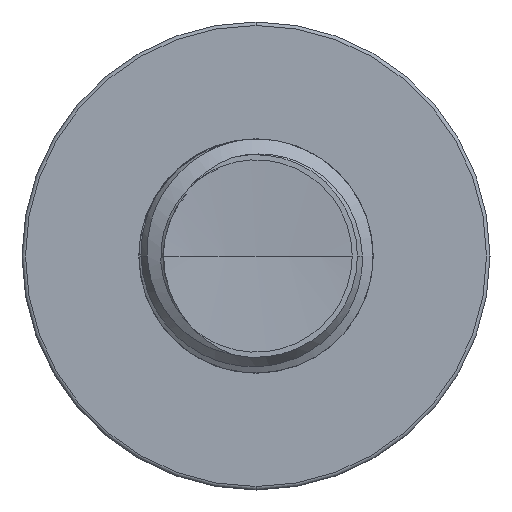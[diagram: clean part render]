
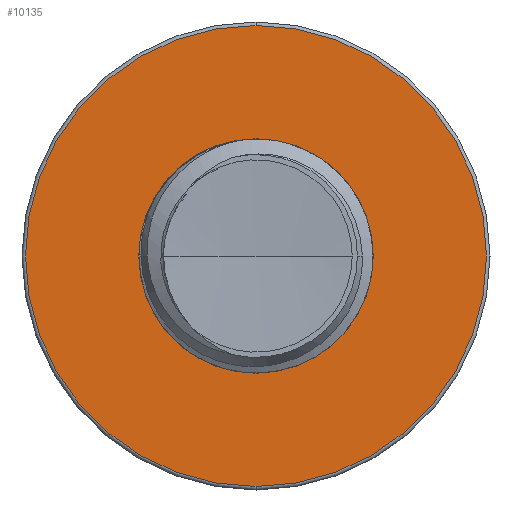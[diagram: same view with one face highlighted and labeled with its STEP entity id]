
A CAD part, front view. The second image highlights one B-rep face of the part: STEP entity #10135.
In plain terms, the highlighted planar face has unit normal (0, -1, 0).
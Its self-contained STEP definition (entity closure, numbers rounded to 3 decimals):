
#502 = AXIS2_PLACEMENT_3D ( 'NONE', #10037, #11390, #11419 ) ;
#728 = ORIENTED_EDGE ( 'NONE', *, *, #8316, .T. ) ;
#1671 = AXIS2_PLACEMENT_3D ( 'NONE', #2966, #2951, #2948 ) ;
#2948 = DIRECTION ( 'NONE',  ( 0., 0., -1. ) ) ;
#2951 = DIRECTION ( 'NONE',  ( 0., -1., 0. ) ) ;
#2966 = CARTESIAN_POINT ( 'NONE',  ( 0., 3., 0. ) ) ;
#3100 = CIRCLE ( 'NONE', #10118, 1.754 ) ;
#3315 = ORIENTED_EDGE ( 'NONE', *, *, #11318, .T. ) ;
#3549 = CARTESIAN_POINT ( 'NONE',  ( 0., 3., 3.448 ) ) ;
#4013 = EDGE_LOOP ( 'NONE', ( #728, #3315 ) ) ;
#4262 = DIRECTION ( 'NONE',  ( 0., 0., -1. ) ) ;
#4266 = DIRECTION ( 'NONE',  ( 0., -1., 0. ) ) ;
#4283 = CARTESIAN_POINT ( 'NONE',  ( 0., 3., 0. ) ) ;
#5573 = VERTEX_POINT ( 'NONE', #3549 ) ;
#5674 = FACE_OUTER_BOUND ( 'NONE', #4013, .T. ) ;
#6223 = ORIENTED_EDGE ( 'NONE', *, *, #11758, .F. ) ;
#7017 = VERTEX_POINT ( 'NONE', #11475 ) ;
#8316 = EDGE_CURVE ( 'NONE', #9174, #5573, #8736, .T. ) ;
#8365 = EDGE_LOOP ( 'NONE', ( #6223, #8981 ) ) ;
#8472 = VERTEX_POINT ( 'NONE', #9634 ) ;
#8543 = DIRECTION ( 'NONE',  ( 0., 0., -1. ) ) ;
#8544 = DIRECTION ( 'NONE',  ( 0., -1., 0. ) ) ;
#8568 = CARTESIAN_POINT ( 'NONE',  ( 0., 3., 0. ) ) ;
#8736 = CIRCLE ( 'NONE', #10104, 3.448 ) ;
#8981 = ORIENTED_EDGE ( 'NONE', *, *, #9743, .F. ) ;
#9046 = CARTESIAN_POINT ( 'NONE',  ( 0., 3., -3.448 ) ) ;
#9105 = AXIS2_PLACEMENT_3D ( 'NONE', #4283, #4266, #4262 ) ;
#9174 = VERTEX_POINT ( 'NONE', #9046 ) ;
#9634 = CARTESIAN_POINT ( 'NONE',  ( 0., 3., -1.754 ) ) ;
#9743 = EDGE_CURVE ( 'NONE', #7017, #8472, #3100, .T. ) ;
#9755 = DIRECTION ( 'NONE',  ( 0., 0., -1. ) ) ;
#9762 = DIRECTION ( 'NONE',  ( 0., -1., 0. ) ) ;
#9773 = CARTESIAN_POINT ( 'NONE',  ( 0., 3., 0. ) ) ;
#10037 = CARTESIAN_POINT ( 'NONE',  ( 0., 3., 1.754 ) ) ;
#10104 = AXIS2_PLACEMENT_3D ( 'NONE', #9773, #9762, #9755 ) ;
#10118 = AXIS2_PLACEMENT_3D ( 'NONE', #8568, #8544, #8543 ) ;
#10135 = ADVANCED_FACE ( 'NONE', ( #5674, #11148 ), #11553, .T. ) ;
#11148 = FACE_BOUND ( 'NONE', #8365, .T. ) ;
#11252 = CIRCLE ( 'NONE', #1671, 1.754 ) ;
#11318 = EDGE_CURVE ( 'NONE', #5573, #9174, #11932, .T. ) ;
#11390 = DIRECTION ( 'NONE',  ( 0., -1., 0. ) ) ;
#11419 = DIRECTION ( 'NONE',  ( 0., 0., -1. ) ) ;
#11475 = CARTESIAN_POINT ( 'NONE',  ( 0., 3., 1.754 ) ) ;
#11553 = PLANE ( 'NONE',  #502 ) ;
#11758 = EDGE_CURVE ( 'NONE', #8472, #7017, #11252, .T. ) ;
#11932 = CIRCLE ( 'NONE', #9105, 3.448 ) ;
